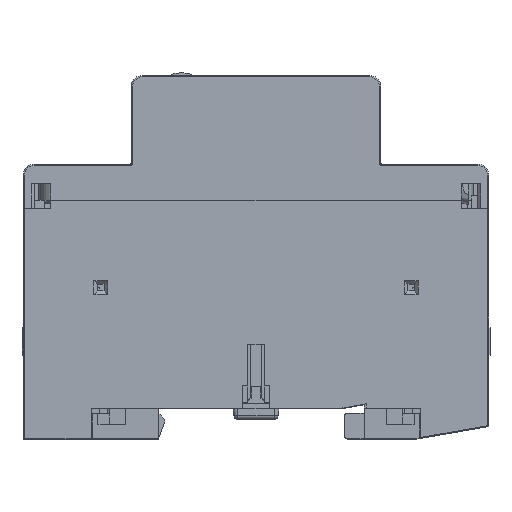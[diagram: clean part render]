
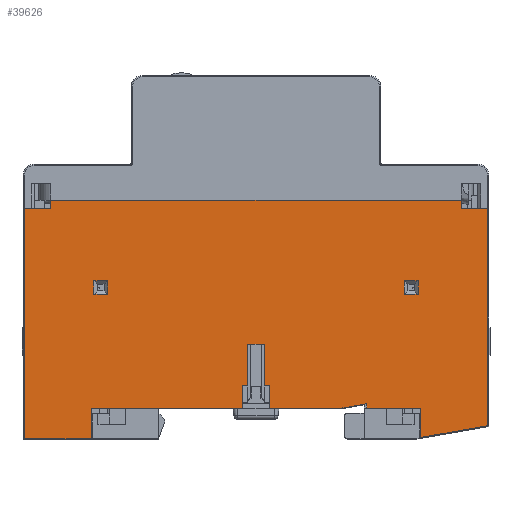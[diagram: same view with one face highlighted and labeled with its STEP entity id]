
A CAD part, top view. The second image highlights one B-rep face of the part: STEP entity #39626.
In plain terms, the highlighted face is planar.
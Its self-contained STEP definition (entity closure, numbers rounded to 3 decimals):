
#6337=DIRECTION('',(1.,0.,0.));
#6338=VECTOR('',#6337,1.);
#6339=CARTESIAN_POINT('',(1.5,-33.5,-26.75));
#6340=LINE('',#6339,#6338);
#6344=DIRECTION('',(1.,0.,0.));
#6345=VECTOR('',#6344,27.2);
#6346=CARTESIAN_POINT('',(2.5,-37.5,-26.75));
#6347=LINE('',#6346,#6345);
#6351=DIRECTION('',(0.,-1.,0.));
#6352=VECTOR('',#6351,5.5);
#6353=CARTESIAN_POINT('',(29.7,-37.5,-26.75));
#6354=LINE('',#6353,#6352);
#6358=DIRECTION('',(-1.,0.,0.));
#6359=VECTOR('',#6358,4.75);
#6360=CARTESIAN_POINT('',(41.75,-1.5,-26.75));
#6361=LINE('',#6360,#6359);
#6365=DIRECTION('',(0.,1.,0.));
#6366=VECTOR('',#6365,1.5);
#6367=CARTESIAN_POINT('',(37.,-1.5,-26.75));
#6368=LINE('',#6367,#6366);
#6372=DIRECTION('',(-1.,0.,0.));
#6373=VECTOR('',#6372,4.75);
#6374=CARTESIAN_POINT('',(-37.,-1.5,-26.75));
#6375=LINE('',#6374,#6373);
#6379=DIRECTION('',(0.985,-0.174,0.));
#6380=VECTOR('',#6379,12.236);
#6381=CARTESIAN_POINT('',(-41.75,-40.664,-26.75));
#6382=LINE('',#6381,#6380);
#6386=DIRECTION('',(1.,0.,0.));
#6387=VECTOR('',#6386,9.7);
#6388=CARTESIAN_POINT('',(-29.7,-37.5,-26.75));
#6389=LINE('',#6388,#6387);
#6393=DIRECTION('',(0.985,-0.174,0.));
#6394=VECTOR('',#6393,4.569);
#6395=CARTESIAN_POINT('',(-20.,-36.707,-26.75));
#6396=LINE('',#6395,#6394);
#6400=DIRECTION('',(1.,0.,0.));
#6401=VECTOR('',#6400,13.);
#6402=CARTESIAN_POINT('',(-15.5,-37.5,-26.75));
#6403=LINE('',#6402,#6401);
#6407=DIRECTION('',(0.,1.,0.));
#6408=VECTOR('',#6407,4.);
#6409=CARTESIAN_POINT('',(-2.5,-37.5,-26.75));
#6410=LINE('',#6409,#6408);
#6414=DIRECTION('',(1.,0.,0.));
#6415=VECTOR('',#6414,1.);
#6416=CARTESIAN_POINT('',(-2.5,-33.5,-26.75));
#6417=LINE('',#6416,#6415);
#6421=DIRECTION('',(0.,1.,0.));
#6422=VECTOR('',#6421,7.5);
#6423=CARTESIAN_POINT('',(-1.5,-33.5,-26.75));
#6424=LINE('',#6423,#6422);
#6428=DIRECTION('',(0.,-1.,0.));
#6429=VECTOR('',#6428,7.5);
#6430=CARTESIAN_POINT('',(1.5,-26.,-26.75));
#6431=LINE('',#6430,#6429);
#7176=DIRECTION('',(1.,0.,0.));
#7177=VECTOR('',#7176,74.);
#7178=CARTESIAN_POINT('',(-37.,0.,-26.75));
#7179=LINE('',#7178,#7177);
#10506=DIRECTION('',(0.,-1.,0.));
#10507=VECTOR('',#10506,5.288);
#10508=CARTESIAN_POINT('',(-29.7,-37.5,-26.75));
#10509=LINE('',#10508,#10507);
#11301=DIRECTION('',(0.,1.,0.));
#11302=VECTOR('',#11301,39.164);
#11303=CARTESIAN_POINT('',(-41.75,-40.664,-26.75));
#11304=LINE('',#11303,#11302);
#11374=DIRECTION('',(0.,1.,0.));
#11375=VECTOR('',#11374,1.5);
#11376=CARTESIAN_POINT('',(-37.,-1.5,-26.75));
#11377=LINE('',#11376,#11375);
#19160=DIRECTION('',(-1.,0.,0.));
#19161=VECTOR('',#19160,12.05);
#19162=CARTESIAN_POINT('',(41.75,-43.,-26.75));
#19163=LINE('',#19162,#19161);
#19238=DIRECTION('',(0.,1.,0.));
#19239=VECTOR('',#19238,4.);
#19240=CARTESIAN_POINT('',(2.5,-37.5,-26.75));
#19241=LINE('',#19240,#19239);
#20638=DIRECTION('',(0.,-1.,0.));
#20639=VECTOR('',#20638,41.5);
#20640=CARTESIAN_POINT('',(41.75,-1.5,-26.75));
#20641=LINE('',#20640,#20639);
#32546=DIRECTION('',(0.,-1.,0.));
#32547=VECTOR('',#32546,0.793);
#32548=CARTESIAN_POINT('',(-20.,-36.707,-26.75));
#32549=LINE('',#32548,#32547);
#32623=DIRECTION('',(-1.,0.,0.));
#32624=VECTOR('',#32623,3.);
#32625=CARTESIAN_POINT('',(1.5,-26.,-26.75));
#32626=LINE('',#32625,#32624);
#33493=DIRECTION('',(-1.,0.,0.));
#33494=VECTOR('',#33493,2.5);
#33495=CARTESIAN_POINT('',(29.25,-14.5,-26.75));
#33496=LINE('',#33495,#33494);
#33542=DIRECTION('',(0.,-1.,0.));
#33543=VECTOR('',#33542,2.5);
#33544=CARTESIAN_POINT('',(26.75,-14.5,-26.75));
#33545=LINE('',#33544,#33543);
#33563=DIRECTION('',(1.,0.,0.));
#33564=VECTOR('',#33563,2.5);
#33565=CARTESIAN_POINT('',(26.75,-17.,-26.75));
#33566=LINE('',#33565,#33564);
#33612=DIRECTION('',(0.,1.,0.));
#33613=VECTOR('',#33612,2.5);
#33614=CARTESIAN_POINT('',(29.25,-17.,-26.75));
#33615=LINE('',#33614,#33613);
#33633=DIRECTION('',(0.,1.,0.));
#33634=VECTOR('',#33633,2.5);
#33635=CARTESIAN_POINT('',(-26.75,-17.,-26.75));
#33636=LINE('',#33635,#33634);
#33682=DIRECTION('',(-1.,0.,0.));
#33683=VECTOR('',#33682,2.5);
#33684=CARTESIAN_POINT('',(-26.75,-14.5,-26.75));
#33685=LINE('',#33684,#33683);
#33703=DIRECTION('',(0.,-1.,0.));
#33704=VECTOR('',#33703,2.5);
#33705=CARTESIAN_POINT('',(-29.25,-14.5,-26.75));
#33706=LINE('',#33705,#33704);
#33752=DIRECTION('',(1.,0.,0.));
#33753=VECTOR('',#33752,2.5);
#33754=CARTESIAN_POINT('',(-29.25,-17.,-26.75));
#33755=LINE('',#33754,#33753);
#33979=CARTESIAN_POINT('',(-37.,0.,-26.75));
#33980=VERTEX_POINT('',#33979);
#33981=CARTESIAN_POINT('',(37.,0.,-26.75));
#33982=VERTEX_POINT('',#33981);
#34485=CARTESIAN_POINT('',(-37.,-1.5,-26.75));
#34486=CARTESIAN_POINT('',(-41.75,-1.5,-26.75));
#34487=VERTEX_POINT('',#34485);
#34488=VERTEX_POINT('',#34486);
#34503=CARTESIAN_POINT('',(41.75,-1.5,-26.75));
#34504=CARTESIAN_POINT('',(37.,-1.5,-26.75));
#34505=VERTEX_POINT('',#34503);
#34506=VERTEX_POINT('',#34504);
#34521=CARTESIAN_POINT('',(1.5,-33.5,-26.75));
#34522=CARTESIAN_POINT('',(2.5,-33.5,-26.75));
#34523=VERTEX_POINT('',#34521);
#34524=VERTEX_POINT('',#34522);
#34525=CARTESIAN_POINT('',(2.5,-37.5,-26.75));
#34526=VERTEX_POINT('',#34525);
#34527=CARTESIAN_POINT('',(29.7,-37.5,-26.75));
#34528=VERTEX_POINT('',#34527);
#34529=CARTESIAN_POINT('',(29.7,-43.,-26.75));
#34530=VERTEX_POINT('',#34529);
#34531=CARTESIAN_POINT('',(41.75,-43.,-26.75));
#34532=VERTEX_POINT('',#34531);
#34533=CARTESIAN_POINT('',(-41.75,-40.664,-26.75));
#34534=VERTEX_POINT('',#34533);
#34535=CARTESIAN_POINT('',(-29.7,-42.788,-26.75));
#34536=VERTEX_POINT('',#34535);
#34537=CARTESIAN_POINT('',(-29.7,-37.5,-26.75));
#34538=VERTEX_POINT('',#34537);
#34539=CARTESIAN_POINT('',(-20.,-37.5,-26.75));
#34540=VERTEX_POINT('',#34539);
#34541=CARTESIAN_POINT('',(-20.,-36.707,-26.75));
#34542=VERTEX_POINT('',#34541);
#34543=CARTESIAN_POINT('',(-15.5,-37.5,-26.75));
#34544=VERTEX_POINT('',#34543);
#34545=CARTESIAN_POINT('',(-2.5,-37.5,-26.75));
#34546=VERTEX_POINT('',#34545);
#34547=CARTESIAN_POINT('',(-2.5,-33.5,-26.75));
#34548=VERTEX_POINT('',#34547);
#34549=CARTESIAN_POINT('',(-1.5,-33.5,-26.75));
#34550=VERTEX_POINT('',#34549);
#34551=CARTESIAN_POINT('',(-1.5,-26.,-26.75));
#34552=VERTEX_POINT('',#34551);
#34553=CARTESIAN_POINT('',(1.5,-26.,-26.75));
#34554=VERTEX_POINT('',#34553);
#34555=CARTESIAN_POINT('',(29.25,-14.5,-26.75));
#34556=CARTESIAN_POINT('',(26.75,-14.5,-26.75));
#34557=VERTEX_POINT('',#34555);
#34558=VERTEX_POINT('',#34556);
#34559=CARTESIAN_POINT('',(29.25,-17.,-26.75));
#34560=VERTEX_POINT('',#34559);
#34561=CARTESIAN_POINT('',(26.75,-17.,-26.75));
#34562=VERTEX_POINT('',#34561);
#34563=CARTESIAN_POINT('',(-26.75,-17.,-26.75));
#34564=CARTESIAN_POINT('',(-26.75,-14.5,-26.75));
#34565=VERTEX_POINT('',#34563);
#34566=VERTEX_POINT('',#34564);
#34567=CARTESIAN_POINT('',(-29.25,-17.,-26.75));
#34568=VERTEX_POINT('',#34567);
#34569=CARTESIAN_POINT('',(-29.25,-14.5,-26.75));
#34570=VERTEX_POINT('',#34569);
#39554=CARTESIAN_POINT('',(0.,0.,-26.75));
#39555=DIRECTION('',(0.,0.,1.));
#39556=DIRECTION('',(1.,0.,0.));
#39557=AXIS2_PLACEMENT_3D('',#39554,#39555,#39556);
#39558=PLANE('',#39557);
#39560=ORIENTED_EDGE('',*,*,#39559,.T.);
#39562=ORIENTED_EDGE('',*,*,#39561,.F.);
#39564=ORIENTED_EDGE('',*,*,#39563,.T.);
#39566=ORIENTED_EDGE('',*,*,#39565,.T.);
#39568=ORIENTED_EDGE('',*,*,#39567,.F.);
#39570=ORIENTED_EDGE('',*,*,#39569,.F.);
#39571=ORIENTED_EDGE('',*,*,#39521,.T.);
#39573=ORIENTED_EDGE('',*,*,#39572,.T.);
#39575=ORIENTED_EDGE('',*,*,#39574,.F.);
#39577=ORIENTED_EDGE('',*,*,#39576,.F.);
#39579=ORIENTED_EDGE('',*,*,#39578,.T.);
#39581=ORIENTED_EDGE('',*,*,#39580,.F.);
#39583=ORIENTED_EDGE('',*,*,#39582,.T.);
#39585=ORIENTED_EDGE('',*,*,#39584,.F.);
#39587=ORIENTED_EDGE('',*,*,#39586,.T.);
#39589=ORIENTED_EDGE('',*,*,#39588,.F.);
#39591=ORIENTED_EDGE('',*,*,#39590,.T.);
#39593=ORIENTED_EDGE('',*,*,#39592,.T.);
#39595=ORIENTED_EDGE('',*,*,#39594,.T.);
#39597=ORIENTED_EDGE('',*,*,#39596,.T.);
#39599=ORIENTED_EDGE('',*,*,#39598,.T.);
#39601=ORIENTED_EDGE('',*,*,#39600,.F.);
#39603=ORIENTED_EDGE('',*,*,#39602,.T.);
#39604=EDGE_LOOP('',(#39560,#39562,#39564,#39566,#39568,#39570,#39571,#39573,
#39575,#39577,#39579,#39581,#39583,#39585,#39587,#39589,#39591,#39593,#39595,
#39597,#39599,#39601,#39603));
#39605=FACE_OUTER_BOUND('',#39604,.F.);
#39607=ORIENTED_EDGE('',*,*,#39606,.F.);
#39609=ORIENTED_EDGE('',*,*,#39608,.F.);
#39611=ORIENTED_EDGE('',*,*,#39610,.F.);
#39613=ORIENTED_EDGE('',*,*,#39612,.F.);
#39614=EDGE_LOOP('',(#39607,#39609,#39611,#39613));
#39615=FACE_BOUND('',#39614,.F.);
#39617=ORIENTED_EDGE('',*,*,#39616,.F.);
#39619=ORIENTED_EDGE('',*,*,#39618,.F.);
#39621=ORIENTED_EDGE('',*,*,#39620,.F.);
#39623=ORIENTED_EDGE('',*,*,#39622,.F.);
#39624=EDGE_LOOP('',(#39617,#39619,#39621,#39623));
#39625=FACE_BOUND('',#39624,.F.);
#39521=EDGE_CURVE('',#34505,#34506,#6361,.T.);
#39559=EDGE_CURVE('',#34523,#34524,#6340,.T.);
#39561=EDGE_CURVE('',#34526,#34524,#19241,.T.);
#39563=EDGE_CURVE('',#34526,#34528,#6347,.T.);
#39565=EDGE_CURVE('',#34528,#34530,#6354,.T.);
#39567=EDGE_CURVE('',#34532,#34530,#19163,.T.);
#39569=EDGE_CURVE('',#34505,#34532,#20641,.T.);
#39572=EDGE_CURVE('',#34506,#33982,#6368,.T.);
#39574=EDGE_CURVE('',#33980,#33982,#7179,.T.);
#39576=EDGE_CURVE('',#34487,#33980,#11377,.T.);
#39578=EDGE_CURVE('',#34487,#34488,#6375,.T.);
#39580=EDGE_CURVE('',#34534,#34488,#11304,.T.);
#39582=EDGE_CURVE('',#34534,#34536,#6382,.T.);
#39584=EDGE_CURVE('',#34538,#34536,#10509,.T.);
#39586=EDGE_CURVE('',#34538,#34540,#6389,.T.);
#39588=EDGE_CURVE('',#34542,#34540,#32549,.T.);
#39590=EDGE_CURVE('',#34542,#34544,#6396,.T.);
#39592=EDGE_CURVE('',#34544,#34546,#6403,.T.);
#39594=EDGE_CURVE('',#34546,#34548,#6410,.T.);
#39596=EDGE_CURVE('',#34548,#34550,#6417,.T.);
#39598=EDGE_CURVE('',#34550,#34552,#6424,.T.);
#39600=EDGE_CURVE('',#34554,#34552,#32626,.T.);
#39602=EDGE_CURVE('',#34554,#34523,#6431,.T.);
#39606=EDGE_CURVE('',#34557,#34558,#33496,.T.);
#39608=EDGE_CURVE('',#34560,#34557,#33615,.T.);
#39610=EDGE_CURVE('',#34562,#34560,#33566,.T.);
#39612=EDGE_CURVE('',#34558,#34562,#33545,.T.);
#39616=EDGE_CURVE('',#34565,#34566,#33636,.T.);
#39618=EDGE_CURVE('',#34568,#34565,#33755,.T.);
#39620=EDGE_CURVE('',#34570,#34568,#33706,.T.);
#39622=EDGE_CURVE('',#34566,#34570,#33685,.T.);
#39626=ADVANCED_FACE('',(#39605,#39615,#39625),#39558,.F.);
